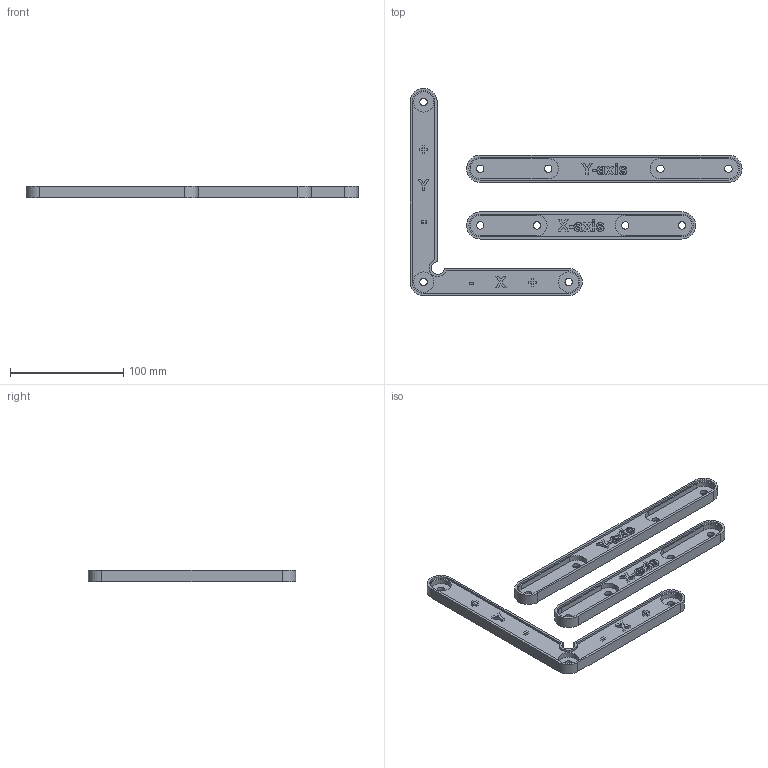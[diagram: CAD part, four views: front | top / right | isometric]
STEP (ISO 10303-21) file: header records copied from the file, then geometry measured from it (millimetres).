
FILE_DESCRIPTION(/* description */ (''),/* implementation_level */ '2;1');
FILE_NAME(/* name */ 'BobsCornerLimitGuidesSTEP.step',/* time_stamp */ '2021-07-13T18:05:46-04:00',/* author */ (''),/* organization */ (''),/* preprocessor_version */ 'ST-DEVELOPER v18.1',/* originating_system */ 'Autodesk Translation Framework v10.9.0.1377',/* authorisation */ '');
FILE_SCHEMA (('AUTOMOTIVE_DESIGN { 1 0 10303 214 3 1 1 }'));
Length unit declared in the file: millimetre
Products named in the file (1): BobsCornerLimitGuides
Bounding box: 293 x 183 x 10 mm (x, y, z)
Volume: 119861.6 mm3; surface area: 59629.6 mm2
Topology: 3 solids, 3 shells, 346 faces, 924 edges, 616 vertices
Faces by surface type: plane 200, bspline 106, cylinder 40
Full cylindrical faces by diameter (mm): 6.5 x11, 18 x3
Entity records: 11763 total; most frequent: CARTESIAN_POINT 3689, ORIENTED_EDGE 1848, DIRECTION 1274, EDGE_CURVE 924, LINE 632, VECTOR 632, VERTEX_POINT 616, EDGE_LOOP 400
